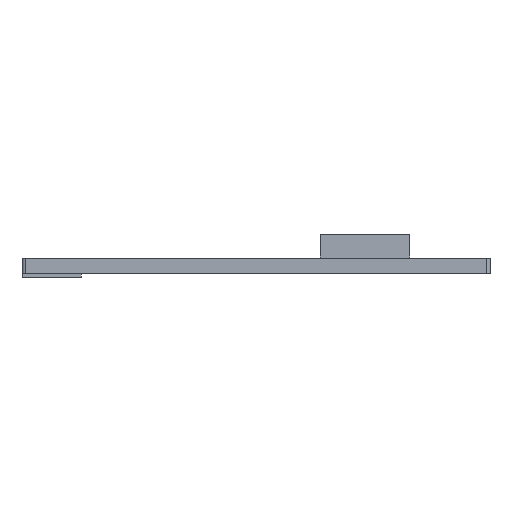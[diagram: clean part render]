
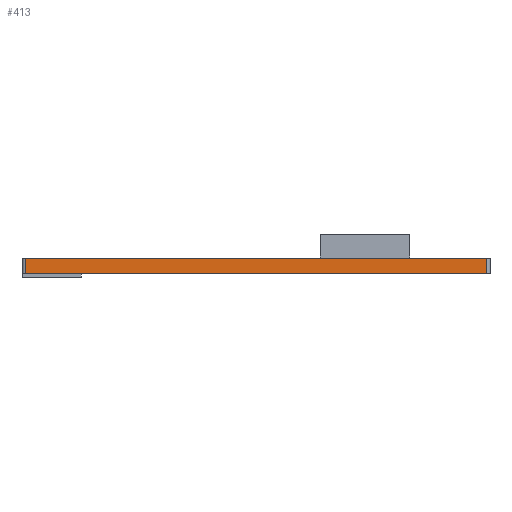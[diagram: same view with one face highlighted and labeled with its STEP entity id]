
A CAD part, front view. The second image highlights one B-rep face of the part: STEP entity #413.
In plain terms, the highlighted planar face has unit normal (0, -1, 0).
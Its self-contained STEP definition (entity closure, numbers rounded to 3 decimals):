
#21 = EDGE_CURVE('',#22,#24,#26,.T.);
#22 = VERTEX_POINT('',#23);
#23 = CARTESIAN_POINT('',(-185.833,-189.327,-25.4));
#24 = VERTEX_POINT('',#25);
#25 = CARTESIAN_POINT('',(110.167,-189.327,-25.4));
#26 = LINE('',#27,#28);
#27 = CARTESIAN_POINT('',(-187.833,-189.327,-25.4));
#28 = VECTOR('',#29,1.);
#29 = DIRECTION('',(1.,0.,0.));
#413 = ADVANCED_FACE('',(#414),#439,.F.);
#414 = FACE_BOUND('',#415,.F.);
#415 = EDGE_LOOP('',(#416,#417,#425,#433));
#416 = ORIENTED_EDGE('',*,*,#21,.F.);
#417 = ORIENTED_EDGE('',*,*,#418,.T.);
#418 = EDGE_CURVE('',#22,#419,#421,.T.);
#419 = VERTEX_POINT('',#420);
#420 = CARTESIAN_POINT('',(-185.833,-189.327,-15.4));
#421 = LINE('',#422,#423);
#422 = CARTESIAN_POINT('',(-185.833,-189.327,-25.4));
#423 = VECTOR('',#424,1.);
#424 = DIRECTION('',(0.,0.,1.));
#425 = ORIENTED_EDGE('',*,*,#426,.T.);
#426 = EDGE_CURVE('',#419,#427,#429,.T.);
#427 = VERTEX_POINT('',#428);
#428 = CARTESIAN_POINT('',(110.167,-189.327,-15.4));
#429 = LINE('',#430,#431);
#430 = CARTESIAN_POINT('',(-187.833,-189.327,-15.4));
#431 = VECTOR('',#432,1.);
#432 = DIRECTION('',(1.,0.,0.));
#433 = ORIENTED_EDGE('',*,*,#434,.F.);
#434 = EDGE_CURVE('',#24,#427,#435,.T.);
#435 = LINE('',#436,#437);
#436 = CARTESIAN_POINT('',(110.167,-189.327,-25.4));
#437 = VECTOR('',#438,1.);
#438 = DIRECTION('',(0.,0.,1.));
#439 = PLANE('',#440);
#440 = AXIS2_PLACEMENT_3D('',#441,#442,#443);
#441 = CARTESIAN_POINT('',(-187.833,-189.327,-25.4));
#442 = DIRECTION('',(0.,1.,0.));
#443 = DIRECTION('',(1.,0.,0.));
